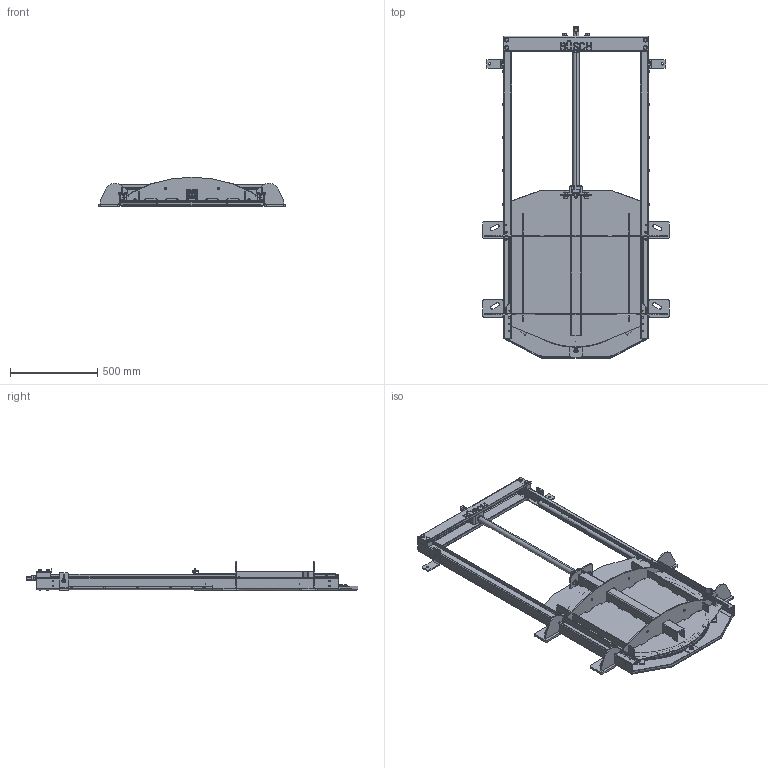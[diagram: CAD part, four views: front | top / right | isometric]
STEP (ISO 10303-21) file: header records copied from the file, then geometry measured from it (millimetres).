
FILE_DESCRIPTION (( 'STEP AP203' ), '1' );
FILE_NAME ('BÜSCH SAFOX-700-00.STEP', '2022-11-15T15:01:15', ( '' ), ( '' ), 'SwSTEP 2.0', 'SolidWorks 2020', '' );
FILE_SCHEMA (( 'CONFIG_CONTROL_DESIGN' ));
Length unit declared in the file: millimetre
Products named in the file (1): BÜSCH SAFOX-700-00
Bounding box: 1070 x 1902 x 170.09 mm (x, y, z)
Surface area: 5099741.1 mm2 (no closed solid volume)
Topology: 0 solids, 252 shells, 1185 faces, 4703 edges, 3618 vertices
Faces by surface type: plane 643, cylinder 410, cone 79, bspline 40, torus 13
Entity records: 103762 total; most frequent: CARTESIAN_POINT 67415, ORIENTED_EDGE 6644, DIRECTION 6487, EDGE_CURVE 4703, VERTEX_POINT 3618, LINE 2349, VECTOR 2349, AXIS2_PLACEMENT_3D 2069
